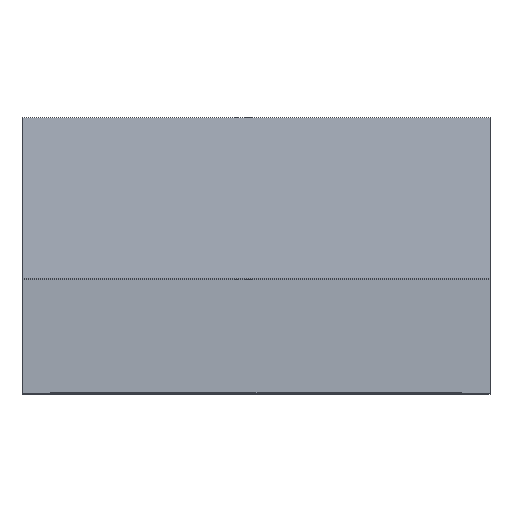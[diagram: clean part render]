
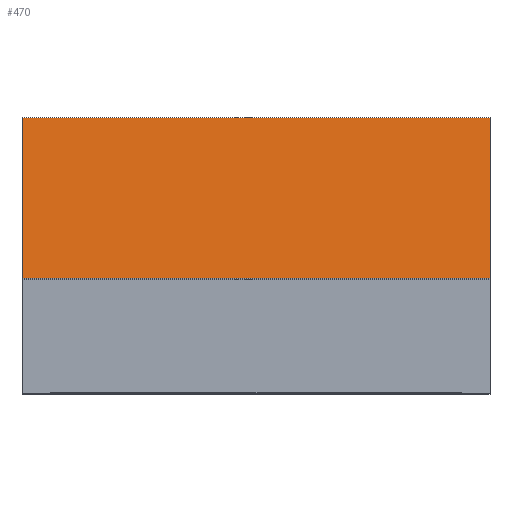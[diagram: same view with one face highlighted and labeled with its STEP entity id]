
A CAD part, top view. The second image highlights one B-rep face of the part: STEP entity #470.
In plain terms, the highlighted planar face has unit normal (0, 0.118, 0.993).
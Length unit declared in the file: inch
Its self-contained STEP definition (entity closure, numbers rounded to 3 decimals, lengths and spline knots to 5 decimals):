
#32 = LINE ( 'NONE', #461, #133 ) ;
#118 = ORIENTED_EDGE ( 'NONE', *, *, #1361, .F. ) ;
#133 = VECTOR ( 'NONE', #1066, 39.37008 ) ;
#227 = FACE_OUTER_BOUND ( 'NONE', #887, .T. ) ;
#273 = CARTESIAN_POINT ( 'NONE',  ( -0.0245, 0.02887, 0.0235 ) ) ;
#407 = ORIENTED_EDGE ( 'NONE', *, *, #900, .T. ) ;
#461 = CARTESIAN_POINT ( 'NONE',  ( -0.07822, 0.02887, 0.0235 ) ) ;
#462 = VERTEX_POINT ( 'NONE', #568 ) ;
#470 = ADVANCED_FACE ( 'NONE', ( #227 ), #724, .T. ) ;
#472 = VECTOR ( 'NONE', #1363, 39.37008 ) ;
#502 = VECTOR ( 'NONE', #1328, 39.37008 ) ;
#543 = CARTESIAN_POINT ( 'NONE',  ( 0.0245, 0.02887, 0.0235 ) ) ;
#568 = CARTESIAN_POINT ( 'NONE',  ( -0.0245, 0.012, 0.0255 ) ) ;
#651 = DIRECTION ( 'NONE',  ( 1., 0., 0. ) ) ;
#685 = LINE ( 'NONE', #1125, #1003 ) ;
#707 = DIRECTION ( 'NONE',  ( 0., -0.993, 0.118 ) ) ;
#724 = PLANE ( 'NONE',  #1855 ) ;
#853 = DIRECTION ( 'NONE',  ( 0., 0.118, 0.993 ) ) ;
#887 = EDGE_LOOP ( 'NONE', ( #1370, #407, #1221, #118 ) ) ;
#888 = CARTESIAN_POINT ( 'NONE',  ( -0.0245, 0.012, 0.0255 ) ) ;
#900 = EDGE_CURVE ( 'NONE', #462, #1167, #685, .T. ) ;
#1003 = VECTOR ( 'NONE', #651, 39.37008 ) ;
#1066 = DIRECTION ( 'NONE',  ( 1., 0., 0. ) ) ;
#1098 = EDGE_CURVE ( 'NONE', #1132, #1167, #1424, .T. ) ;
#1125 = CARTESIAN_POINT ( 'NONE',  ( -0.07822, 0.012, 0.0255 ) ) ;
#1132 = VERTEX_POINT ( 'NONE', #543 ) ;
#1167 = VERTEX_POINT ( 'NONE', #1198 ) ;
#1198 = CARTESIAN_POINT ( 'NONE',  ( 0.0245, 0.012, 0.0255 ) ) ;
#1221 = ORIENTED_EDGE ( 'NONE', *, *, #1098, .F. ) ;
#1239 = EDGE_CURVE ( 'NONE', #462, #1798, #1605, .T. ) ;
#1328 = DIRECTION ( 'NONE',  ( 0., -0.993, 0.118 ) ) ;
#1361 = EDGE_CURVE ( 'NONE', #1798, #1132, #32, .T. ) ;
#1363 = DIRECTION ( 'NONE',  ( 0., 0.993, -0.118 ) ) ;
#1370 = ORIENTED_EDGE ( 'NONE', *, *, #1239, .F. ) ;
#1424 = LINE ( 'NONE', #1790, #502 ) ;
#1485 = CARTESIAN_POINT ( 'NONE',  ( -0.07822, 0.012, 0.0255 ) ) ;
#1605 = LINE ( 'NONE', #888, #472 ) ;
#1790 = CARTESIAN_POINT ( 'NONE',  ( 0.0245, 0.012, 0.0255 ) ) ;
#1798 = VERTEX_POINT ( 'NONE', #273 ) ;
#1855 = AXIS2_PLACEMENT_3D ( 'NONE', #1485, #853, #707 ) ;
